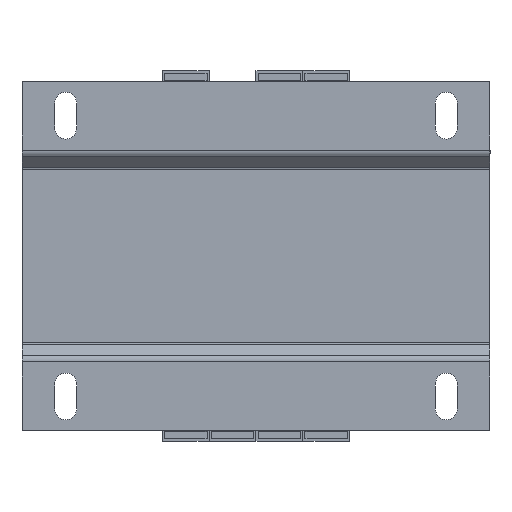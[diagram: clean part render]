
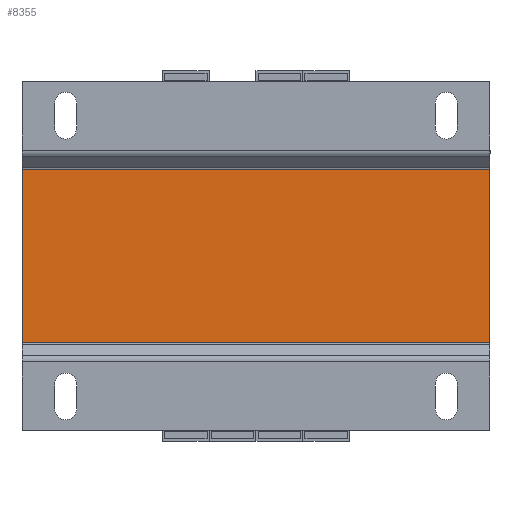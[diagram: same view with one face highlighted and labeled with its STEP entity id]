
A CAD part, front view. The second image highlights one B-rep face of the part: STEP entity #8355.
In plain terms, the highlighted planar face has unit normal (0, -1, 0).
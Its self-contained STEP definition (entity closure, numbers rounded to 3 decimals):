
#462 = DIRECTION ( 'NONE',  ( -1., 0., 0. ) ) ;
#1862 = LINE ( 'NONE', #6250, #13512 ) ;
#2036 = DIRECTION ( 'NONE',  ( 1., 0., 0. ) ) ;
#2135 = DIRECTION ( 'NONE',  ( 0., 0., 1. ) ) ;
#2949 = LINE ( 'NONE', #3330, #9728 ) ;
#3330 = CARTESIAN_POINT ( 'NONE',  ( 0., -64.5, 27.757 ) ) ;
#3589 = VERTEX_POINT ( 'NONE', #10216 ) ;
#5492 = ORIENTED_EDGE ( 'NONE', *, *, #15875, .T. ) ;
#5770 = EDGE_LOOP ( 'NONE', ( #15744, #11358, #5492, #14644 ) ) ;
#5830 = VECTOR ( 'NONE', #10383, 1000. ) ;
#6048 = LINE ( 'NONE', #6171, #5830 ) ;
#6171 = CARTESIAN_POINT ( 'NONE',  ( 75., -64.5, -56. ) ) ;
#6250 = CARTESIAN_POINT ( 'NONE',  ( -75., -64.5, -56. ) ) ;
#6359 = VERTEX_POINT ( 'NONE', #13120 ) ;
#6988 = VECTOR ( 'NONE', #13739, 1000. ) ;
#7312 = DIRECTION ( 'NONE',  ( 0., 1., 0. ) ) ;
#8355 = ADVANCED_FACE ( 'NONE', ( #9700 ), #8643, .F. ) ;
#8643 = PLANE ( 'NONE',  #14228 ) ;
#9201 = CARTESIAN_POINT ( 'NONE',  ( -75., -64.5, -27.757 ) ) ;
#9700 = FACE_OUTER_BOUND ( 'NONE', #5770, .T. ) ;
#9728 = VECTOR ( 'NONE', #2036, 1000. ) ;
#9758 = CARTESIAN_POINT ( 'NONE',  ( 0., -64.5, -27.757 ) ) ;
#10216 = CARTESIAN_POINT ( 'NONE',  ( 75., -64.5, -27.757 ) ) ;
#10383 = DIRECTION ( 'NONE',  ( 0., 0., -1. ) ) ;
#11358 = ORIENTED_EDGE ( 'NONE', *, *, #17201, .F. ) ;
#12083 = VERTEX_POINT ( 'NONE', #9201 ) ;
#13023 = EDGE_CURVE ( 'NONE', #6359, #3589, #6048, .T. ) ;
#13120 = CARTESIAN_POINT ( 'NONE',  ( 75., -64.5, 27.757 ) ) ;
#13143 = LINE ( 'NONE', #9758, #6988 ) ;
#13512 = VECTOR ( 'NONE', #2135, 1000. ) ;
#13650 = VERTEX_POINT ( 'NONE', #14059 ) ;
#13739 = DIRECTION ( 'NONE',  ( 1., 0., 0. ) ) ;
#14025 = CARTESIAN_POINT ( 'NONE',  ( 0., -64.5, 0. ) ) ;
#14059 = CARTESIAN_POINT ( 'NONE',  ( -75., -64.5, 27.757 ) ) ;
#14228 = AXIS2_PLACEMENT_3D ( 'NONE', #14025, #7312, #462 ) ;
#14644 = ORIENTED_EDGE ( 'NONE', *, *, #13023, .F. ) ;
#15744 = ORIENTED_EDGE ( 'NONE', *, *, #16730, .F. ) ;
#15875 = EDGE_CURVE ( 'NONE', #12083, #3589, #13143, .T. ) ;
#16730 = EDGE_CURVE ( 'NONE', #13650, #6359, #2949, .T. ) ;
#17201 = EDGE_CURVE ( 'NONE', #12083, #13650, #1862, .T. ) ;
